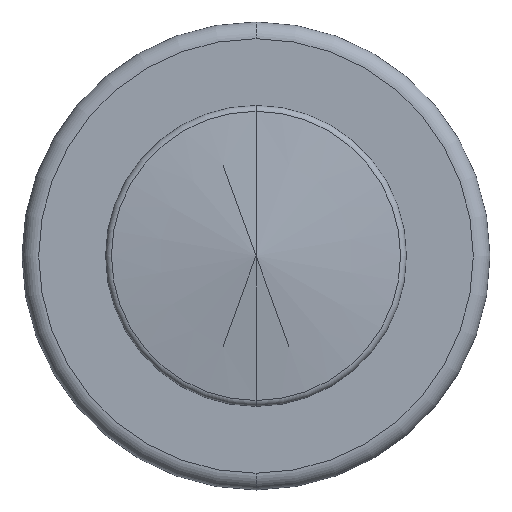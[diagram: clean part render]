
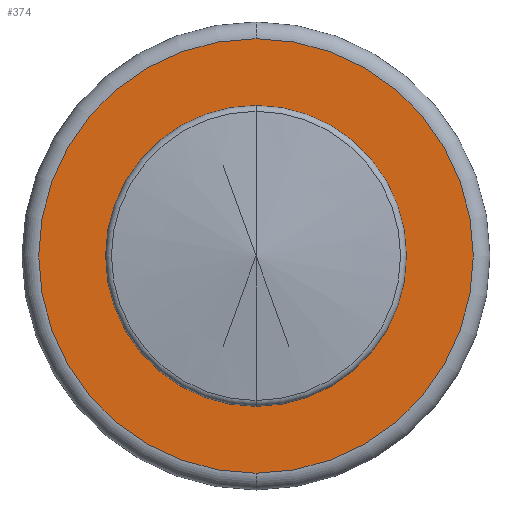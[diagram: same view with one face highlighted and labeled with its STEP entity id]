
A CAD part, top view. The second image highlights one B-rep face of the part: STEP entity #374.
In plain terms, the highlighted planar face has unit normal (0, 0, 1).
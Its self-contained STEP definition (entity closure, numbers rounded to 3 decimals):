
#103 = CYLINDRICAL_SURFACE('',#104,4.5);
#104 = AXIS2_PLACEMENT_3D('',#105,#106,#107);
#105 = CARTESIAN_POINT('',(41.,-365.993,-75.469));
#106 = DIRECTION('',(0.,0.,1.));
#107 = DIRECTION('',(-0.,1.,0.));
#156 = CYLINDRICAL_SURFACE('',#157,4.5);
#157 = AXIS2_PLACEMENT_3D('',#158,#159,#160);
#158 = CARTESIAN_POINT('',(41.,-365.993,-75.469));
#159 = DIRECTION('',(0.,0.,1.));
#160 = DIRECTION('',(-0.,1.,0.));
#298 = VERTEX_POINT('',#299);
#299 = CARTESIAN_POINT('',(41.,-370.493,-77.022));
#322 = VERTEX_POINT('',#323);
#323 = CARTESIAN_POINT('',(41.,-361.493,-77.022));
#344 = EDGE_CURVE('',#298,#322,#345,.T.);
#345 = SURFACE_CURVE('',#346,(#351,#358),.PCURVE_S1.);
#346 = CIRCLE('',#347,4.5);
#347 = AXIS2_PLACEMENT_3D('',#348,#349,#350);
#348 = CARTESIAN_POINT('',(41.,-365.993,-77.022));
#349 = DIRECTION('',(0.,0.,-1.));
#350 = DIRECTION('',(0.,-1.,0.));
#351 = PCURVE('',#156,#352);
#352 = DEFINITIONAL_REPRESENTATION('',(#353),#357);
#353 = LINE('',#354,#355);
#354 = CARTESIAN_POINT('',(3.142,-1.553));
#355 = VECTOR('',#356,1.);
#356 = DIRECTION('',(-1.,0.));
#357 = ( GEOMETRIC_REPRESENTATION_CONTEXT(2) 
PARAMETRIC_REPRESENTATION_CONTEXT() REPRESENTATION_CONTEXT('2D SPACE',''
  ) );
#358 = PCURVE('',#359,#364);
#359 = PLANE('',#360);
#360 = AXIS2_PLACEMENT_3D('',#361,#362,#363);
#361 = CARTESIAN_POINT('',(41.,-365.993,-77.022));
#362 = DIRECTION('',(-0.,0.,1.));
#363 = DIRECTION('',(0.,1.,0.));
#364 = DEFINITIONAL_REPRESENTATION('',(#365),#373);
#365 = ( BOUNDED_CURVE() B_SPLINE_CURVE(2,(#366,#367,#368,#369,#370,#371
,#372),.UNSPECIFIED.,.T.,.F.) B_SPLINE_CURVE_WITH_KNOTS((1,2,2,2,2,1),(
    -2.094,0.,2.094,4.189,6.283,
8.378),.UNSPECIFIED.) CURVE() GEOMETRIC_REPRESENTATION_ITEM() 
RATIONAL_B_SPLINE_CURVE((1.,0.5,1.,0.5,1.,0.5,1.)) REPRESENTATION_ITEM(
  '') );
#366 = CARTESIAN_POINT('',(-4.5,0.));
#367 = CARTESIAN_POINT('',(-4.5,7.794));
#368 = CARTESIAN_POINT('',(2.25,3.897));
#369 = CARTESIAN_POINT('',(9.,0.));
#370 = CARTESIAN_POINT('',(2.25,-3.897));
#371 = CARTESIAN_POINT('',(-4.5,-7.794));
#372 = CARTESIAN_POINT('',(-4.5,0.));
#373 = ( GEOMETRIC_REPRESENTATION_CONTEXT(2) 
PARAMETRIC_REPRESENTATION_CONTEXT() REPRESENTATION_CONTEXT('2D SPACE',''
  ) );
#374 = ADVANCED_FACE('',(#375,#435),#359,.T.);
#375 = FACE_BOUND('',#376,.F.);
#376 = EDGE_LOOP('',(#377,#408));
#377 = ORIENTED_EDGE('',*,*,#378,.F.);
#378 = EDGE_CURVE('',#379,#381,#383,.T.);
#379 = VERTEX_POINT('',#380);
#380 = CARTESIAN_POINT('',(41.,-359.493,-77.022));
#381 = VERTEX_POINT('',#382);
#382 = CARTESIAN_POINT('',(41.,-372.493,-77.022));
#383 = SURFACE_CURVE('',#384,(#389,#396),.PCURVE_S1.);
#384 = CIRCLE('',#385,6.5);
#385 = AXIS2_PLACEMENT_3D('',#386,#387,#388);
#386 = CARTESIAN_POINT('',(41.,-365.993,-77.022));
#387 = DIRECTION('',(0.,0.,1.));
#388 = DIRECTION('',(-0.,1.,0.));
#389 = PCURVE('',#359,#390);
#390 = DEFINITIONAL_REPRESENTATION('',(#391),#395);
#391 = CIRCLE('',#392,6.5);
#392 = AXIS2_PLACEMENT_2D('',#393,#394);
#393 = CARTESIAN_POINT('',(0.,0.));
#394 = DIRECTION('',(1.,0.));
#395 = ( GEOMETRIC_REPRESENTATION_CONTEXT(2) 
PARAMETRIC_REPRESENTATION_CONTEXT() REPRESENTATION_CONTEXT('2D SPACE',''
  ) );
#396 = PCURVE('',#397,#402);
#397 = TOROIDAL_SURFACE('',#398,6.5,0.5);
#398 = AXIS2_PLACEMENT_3D('',#399,#400,#401);
#399 = CARTESIAN_POINT('',(41.,-365.993,-77.522));
#400 = DIRECTION('',(0.,0.,1.));
#401 = DIRECTION('',(-0.,1.,0.));
#402 = DEFINITIONAL_REPRESENTATION('',(#403),#407);
#403 = LINE('',#404,#405);
#404 = CARTESIAN_POINT('',(0.,1.571));
#405 = VECTOR('',#406,1.);
#406 = DIRECTION('',(1.,0.));
#407 = ( GEOMETRIC_REPRESENTATION_CONTEXT(2) 
PARAMETRIC_REPRESENTATION_CONTEXT() REPRESENTATION_CONTEXT('2D SPACE',''
  ) );
#408 = ORIENTED_EDGE('',*,*,#409,.F.);
#409 = EDGE_CURVE('',#381,#379,#410,.T.);
#410 = SURFACE_CURVE('',#411,(#416,#423),.PCURVE_S1.);
#411 = CIRCLE('',#412,6.5);
#412 = AXIS2_PLACEMENT_3D('',#413,#414,#415);
#413 = CARTESIAN_POINT('',(41.,-365.993,-77.022));
#414 = DIRECTION('',(0.,0.,1.));
#415 = DIRECTION('',(0.,-1.,0.));
#416 = PCURVE('',#359,#417);
#417 = DEFINITIONAL_REPRESENTATION('',(#418),#422);
#418 = CIRCLE('',#419,6.5);
#419 = AXIS2_PLACEMENT_2D('',#420,#421);
#420 = CARTESIAN_POINT('',(0.,0.));
#421 = DIRECTION('',(-1.,0.));
#422 = ( GEOMETRIC_REPRESENTATION_CONTEXT(2) 
PARAMETRIC_REPRESENTATION_CONTEXT() REPRESENTATION_CONTEXT('2D SPACE',''
  ) );
#423 = PCURVE('',#424,#429);
#424 = TOROIDAL_SURFACE('',#425,6.5,0.5);
#425 = AXIS2_PLACEMENT_3D('',#426,#427,#428);
#426 = CARTESIAN_POINT('',(41.,-365.993,-77.522));
#427 = DIRECTION('',(0.,0.,1.));
#428 = DIRECTION('',(-0.,1.,0.));
#429 = DEFINITIONAL_REPRESENTATION('',(#430),#434);
#430 = LINE('',#431,#432);
#431 = CARTESIAN_POINT('',(3.142,1.571));
#432 = VECTOR('',#433,1.);
#433 = DIRECTION('',(1.,0.));
#434 = ( GEOMETRIC_REPRESENTATION_CONTEXT(2) 
PARAMETRIC_REPRESENTATION_CONTEXT() REPRESENTATION_CONTEXT('2D SPACE',''
  ) );
#435 = FACE_BOUND('',#436,.F.);
#436 = EDGE_LOOP('',(#437,#438));
#437 = ORIENTED_EDGE('',*,*,#344,.F.);
#438 = ORIENTED_EDGE('',*,*,#439,.F.);
#439 = EDGE_CURVE('',#322,#298,#440,.T.);
#440 = SURFACE_CURVE('',#441,(#446,#457),.PCURVE_S1.);
#441 = CIRCLE('',#442,4.5);
#442 = AXIS2_PLACEMENT_3D('',#443,#444,#445);
#443 = CARTESIAN_POINT('',(41.,-365.993,-77.022));
#444 = DIRECTION('',(-0.,0.,-1.));
#445 = DIRECTION('',(-0.,1.,0.));
#446 = PCURVE('',#359,#447);
#447 = DEFINITIONAL_REPRESENTATION('',(#448),#456);
#448 = ( BOUNDED_CURVE() B_SPLINE_CURVE(2,(#449,#450,#451,#452,#453,#454
,#455),.UNSPECIFIED.,.T.,.F.) B_SPLINE_CURVE_WITH_KNOTS((1,2,2,2,2,1),(
    -2.094,0.,2.094,4.189,6.283,
8.378),.UNSPECIFIED.) CURVE() GEOMETRIC_REPRESENTATION_ITEM() 
RATIONAL_B_SPLINE_CURVE((1.,0.5,1.,0.5,1.,0.5,1.)) REPRESENTATION_ITEM(
  '') );
#449 = CARTESIAN_POINT('',(4.5,0.));
#450 = CARTESIAN_POINT('',(4.5,-7.794));
#451 = CARTESIAN_POINT('',(-2.25,-3.897));
#452 = CARTESIAN_POINT('',(-9.,0.));
#453 = CARTESIAN_POINT('',(-2.25,3.897));
#454 = CARTESIAN_POINT('',(4.5,7.794));
#455 = CARTESIAN_POINT('',(4.5,0.));
#456 = ( GEOMETRIC_REPRESENTATION_CONTEXT(2) 
PARAMETRIC_REPRESENTATION_CONTEXT() REPRESENTATION_CONTEXT('2D SPACE',''
  ) );
#457 = PCURVE('',#103,#458);
#458 = DEFINITIONAL_REPRESENTATION('',(#459),#463);
#459 = LINE('',#460,#461);
#460 = CARTESIAN_POINT('',(6.283,-1.553));
#461 = VECTOR('',#462,1.);
#462 = DIRECTION('',(-1.,0.));
#463 = ( GEOMETRIC_REPRESENTATION_CONTEXT(2) 
PARAMETRIC_REPRESENTATION_CONTEXT() REPRESENTATION_CONTEXT('2D SPACE',''
  ) );
